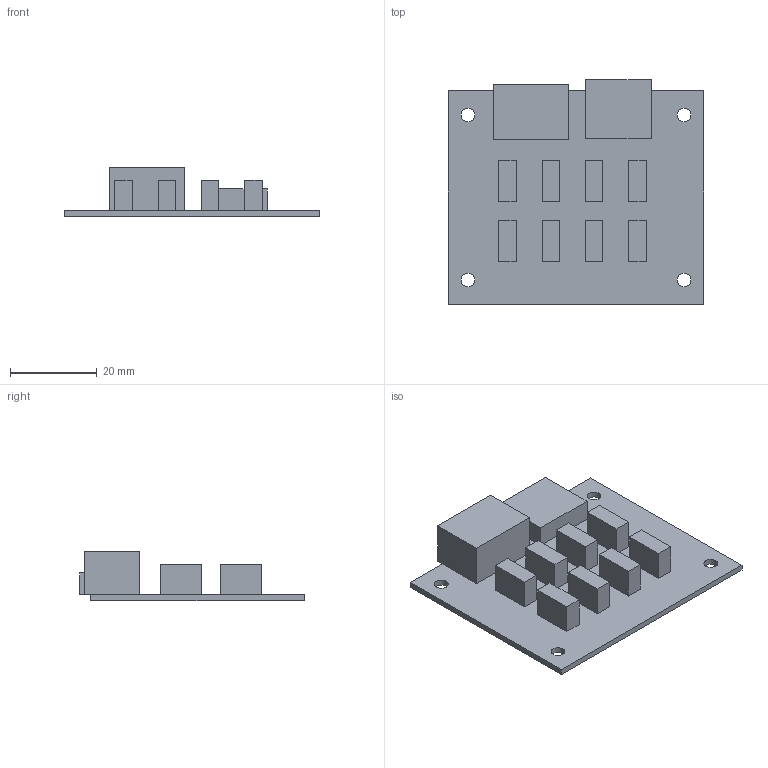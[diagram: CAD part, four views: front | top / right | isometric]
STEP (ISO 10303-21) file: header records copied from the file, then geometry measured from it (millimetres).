
FILE_DESCRIPTION(('FreeCAD Model'),'2;1');
FILE_NAME('power_dist.step', '2014-03-29T20:02:08',('FreeCAD'),('FreeCAD'), 'Open CASCADE STEP processor 6.7','FreeCAD','Unknown');
FILE_SCHEMA(('AUTOMOTIVE_DESIGN_CC2 { 1 2 10303 214 -1 1 5 4 }'));
Length unit declared in the file: millimetre
Products named in the file (1): LinearPattern001
Bounding box: 59.05 x 51.81 x 11.4 mm (x, y, z)
Volume: 9352.2 mm3; surface area: 8636.8 mm2
Topology: 1 solids, 1 shells, 62 faces, 152 edges, 100 vertices
Faces by surface type: plane 58, cylinder 4
Full cylindrical faces by diameter (mm): 3.18 x4
Entity records: 3805 total; most frequent: CARTESIAN_POINT 619, DIRECTION 590, LINE 440, VECTOR 440, ORIENTED_EDGE 304, PCURVE 304, DEFINITIONAL_REPRESENTATION 304, EDGE_CURVE 152
